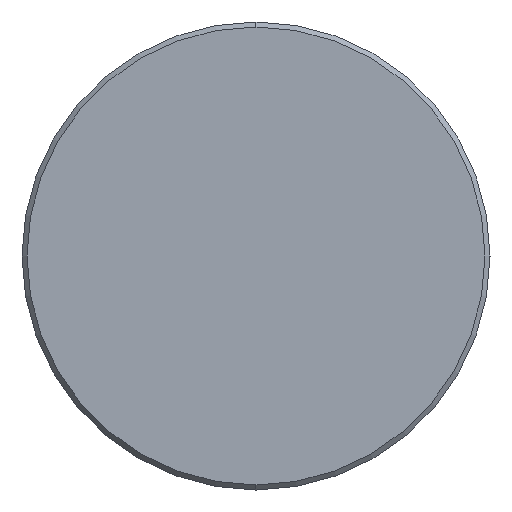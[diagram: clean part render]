
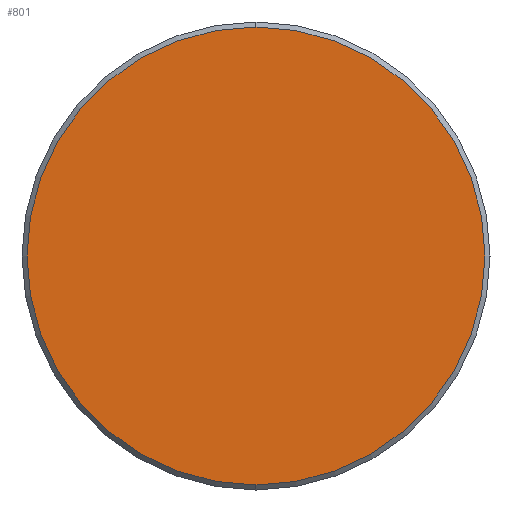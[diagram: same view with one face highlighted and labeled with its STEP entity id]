
A CAD part, left-side view. The second image highlights one B-rep face of the part: STEP entity #801.
In plain terms, the highlighted planar face has unit normal (-1, 0, 0).
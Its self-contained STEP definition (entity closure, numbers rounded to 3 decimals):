
#56 = AXIS2_PLACEMENT_3D ( 'NONE', #814, #60, #576 ) ;
#60 = DIRECTION ( 'NONE',  ( 1., 0., 0. ) ) ;
#125 = AXIS2_PLACEMENT_3D ( 'NONE', #692, #265, #577 ) ;
#200 = PLANE ( 'NONE',  #56 ) ;
#265 = DIRECTION ( 'NONE',  ( -1., 0., 0. ) ) ;
#273 = CARTESIAN_POINT ( 'NONE',  ( 0., 0., -13.7 ) ) ;
#294 = EDGE_LOOP ( 'NONE', ( #382, #772 ) ) ;
#320 = VERTEX_POINT ( 'NONE', #273 ) ;
#360 = CARTESIAN_POINT ( 'NONE',  ( 0., 0., 13.7 ) ) ;
#382 = ORIENTED_EDGE ( 'NONE', *, *, #776, .T. ) ;
#576 = DIRECTION ( 'NONE',  ( 0., 0., -1. ) ) ;
#577 = DIRECTION ( 'NONE',  ( 0., 0., 1. ) ) ;
#579 = DIRECTION ( 'NONE',  ( -1., 0., 0. ) ) ;
#587 = AXIS2_PLACEMENT_3D ( 'NONE', #752, #579, #755 ) ;
#588 = CIRCLE ( 'NONE', #587, 13.7 ) ;
#631 = CIRCLE ( 'NONE', #125, 13.7 ) ;
#692 = CARTESIAN_POINT ( 'NONE',  ( 0., 0., 0. ) ) ;
#693 = FACE_OUTER_BOUND ( 'NONE', #294, .T. ) ;
#717 = VERTEX_POINT ( 'NONE', #360 ) ;
#725 = EDGE_CURVE ( 'NONE', #717, #320, #631, .T. ) ;
#752 = CARTESIAN_POINT ( 'NONE',  ( 0., 0., 0. ) ) ;
#755 = DIRECTION ( 'NONE',  ( 0., 0., 1. ) ) ;
#772 = ORIENTED_EDGE ( 'NONE', *, *, #725, .T. ) ;
#776 = EDGE_CURVE ( 'NONE', #320, #717, #588, .T. ) ;
#801 = ADVANCED_FACE ( 'NONE', ( #693 ), #200, .F. ) ;
#814 = CARTESIAN_POINT ( 'NONE',  ( 0., 0., 0. ) ) ;
